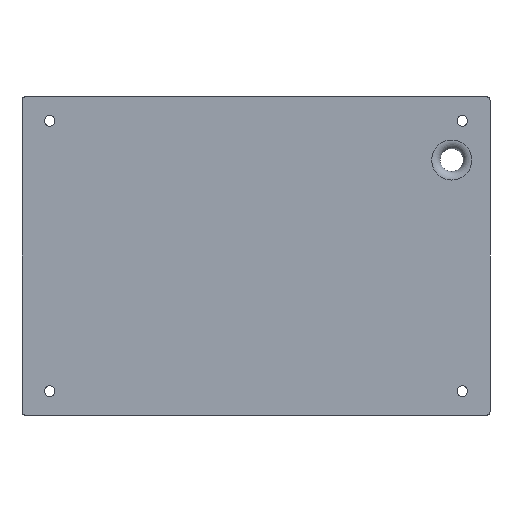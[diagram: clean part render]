
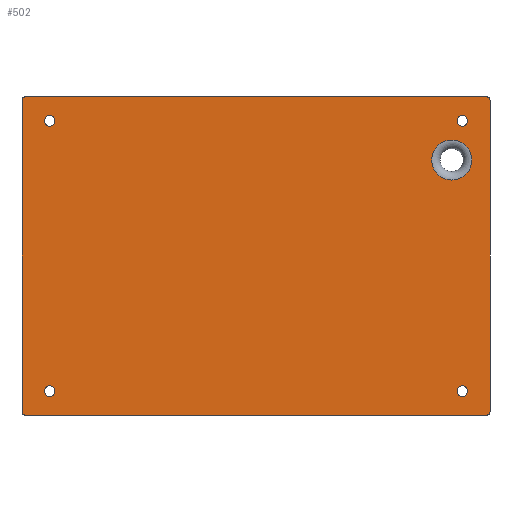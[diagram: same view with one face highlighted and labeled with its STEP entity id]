
A CAD part, front view. The second image highlights one B-rep face of the part: STEP entity #502.
In plain terms, the highlighted planar face has unit normal (0, -1, 0).
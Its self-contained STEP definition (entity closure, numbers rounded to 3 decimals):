
#28=FACE_BOUND('',#96,.T.);
#29=FACE_BOUND('',#97,.T.);
#30=FACE_BOUND('',#98,.T.);
#31=FACE_BOUND('',#99,.T.);
#32=FACE_BOUND('',#100,.T.);
#37=PLANE('',#567);
#58=FACE_OUTER_BOUND('',#95,.T.);
#95=EDGE_LOOP('',(#388,#389,#390,#391,#392,#393,#394,#395));
#96=EDGE_LOOP('',(#396));
#97=EDGE_LOOP('',(#397));
#98=EDGE_LOOP('',(#398));
#99=EDGE_LOOP('',(#399));
#100=EDGE_LOOP('',(#400));
#131=LINE('',#842,#161);
#135=LINE('',#858,#165);
#137=LINE('',#862,#167);
#138=LINE('',#864,#168);
#161=VECTOR('',#669,10.);
#165=VECTOR('',#689,10.);
#167=VECTOR('',#693,10.);
#168=VECTOR('',#696,10.);
#180=CIRCLE('',#536,1.);
#185=CIRCLE('',#544,1.);
#195=CIRCLE('',#560,1.);
#199=CIRCLE('',#568,1.);
#200=CIRCLE('',#569,1.25);
#201=CIRCLE('',#570,1.25);
#202=CIRCLE('',#571,1.25);
#203=CIRCLE('',#572,1.25);
#204=CIRCLE('',#573,4.7);
#221=VERTEX_POINT('',#788);
#222=VERTEX_POINT('',#789);
#228=VERTEX_POINT('',#807);
#229=VERTEX_POINT('',#808);
#240=VERTEX_POINT('',#841);
#241=VERTEX_POINT('',#845);
#244=VERTEX_POINT('',#857);
#245=VERTEX_POINT('',#861);
#246=VERTEX_POINT('',#865);
#247=VERTEX_POINT('',#867);
#248=VERTEX_POINT('',#869);
#249=VERTEX_POINT('',#871);
#250=VERTEX_POINT('',#873);
#263=EDGE_CURVE('',#221,#222,#180,.T.);
#272=EDGE_CURVE('',#228,#229,#185,.T.);
#289=EDGE_CURVE('',#240,#229,#131,.T.);
#291=EDGE_CURVE('',#240,#241,#195,.T.);
#297=EDGE_CURVE('',#244,#241,#135,.T.);
#299=EDGE_CURVE('',#221,#245,#137,.T.);
#300=EDGE_CURVE('',#244,#245,#199,.T.);
#301=EDGE_CURVE('',#228,#222,#138,.T.);
#302=EDGE_CURVE('',#246,#246,#200,.T.);
#303=EDGE_CURVE('',#247,#247,#201,.T.);
#304=EDGE_CURVE('',#248,#248,#202,.T.);
#305=EDGE_CURVE('',#249,#249,#203,.T.);
#306=EDGE_CURVE('',#250,#250,#204,.T.);
#388=ORIENTED_EDGE('',*,*,#263,.F.);
#389=ORIENTED_EDGE('',*,*,#299,.T.);
#390=ORIENTED_EDGE('',*,*,#300,.F.);
#391=ORIENTED_EDGE('',*,*,#297,.T.);
#392=ORIENTED_EDGE('',*,*,#291,.F.);
#393=ORIENTED_EDGE('',*,*,#289,.T.);
#394=ORIENTED_EDGE('',*,*,#272,.F.);
#395=ORIENTED_EDGE('',*,*,#301,.T.);
#396=ORIENTED_EDGE('',*,*,#302,.T.);
#397=ORIENTED_EDGE('',*,*,#303,.T.);
#398=ORIENTED_EDGE('',*,*,#304,.T.);
#399=ORIENTED_EDGE('',*,*,#305,.T.);
#400=ORIENTED_EDGE('',*,*,#306,.F.);
#502=ADVANCED_FACE('',(#58,#28,#29,#30,#31,#32),#37,.F.);
#536=AXIS2_PLACEMENT_3D('',#790,#612,#613);
#544=AXIS2_PLACEMENT_3D('',#809,#632,#633);
#560=AXIS2_PLACEMENT_3D('',#846,#673,#674);
#567=AXIS2_PLACEMENT_3D('',#860,#691,#692);
#568=AXIS2_PLACEMENT_3D('',#863,#694,#695);
#569=AXIS2_PLACEMENT_3D('',#866,#697,#698);
#570=AXIS2_PLACEMENT_3D('',#868,#699,#700);
#571=AXIS2_PLACEMENT_3D('',#870,#701,#702);
#572=AXIS2_PLACEMENT_3D('',#872,#703,#704);
#573=AXIS2_PLACEMENT_3D('',#874,#705,#706);
#612=DIRECTION('center_axis',(0.,1.,0.));
#613=DIRECTION('ref_axis',(-0.707,0.,0.707));
#632=DIRECTION('center_axis',(0.,1.,0.));
#633=DIRECTION('ref_axis',(0.707,0.,0.707));
#669=DIRECTION('',(0.,0.,1.));
#673=DIRECTION('center_axis',(0.,1.,0.));
#674=DIRECTION('ref_axis',(0.707,0.,-0.707));
#689=DIRECTION('',(1.,0.,0.));
#691=DIRECTION('center_axis',(0.,1.,0.));
#692=DIRECTION('ref_axis',(-1.,0.,0.));
#693=DIRECTION('',(0.,0.,-1.));
#694=DIRECTION('center_axis',(0.,1.,0.));
#695=DIRECTION('ref_axis',(-0.707,0.,-0.707));
#696=DIRECTION('',(-1.,0.,0.));
#697=DIRECTION('center_axis',(0.,1.,0.));
#698=DIRECTION('ref_axis',(0.,0.,1.));
#699=DIRECTION('center_axis',(0.,1.,0.));
#700=DIRECTION('ref_axis',(0.,0.,1.));
#701=DIRECTION('center_axis',(0.,1.,0.));
#702=DIRECTION('ref_axis',(0.,0.,1.));
#703=DIRECTION('center_axis',(0.,1.,0.));
#704=DIRECTION('ref_axis',(0.,0.,1.));
#705=DIRECTION('center_axis',(0.,-1.,0.));
#706=DIRECTION('ref_axis',(-1.,0.,0.));
#788=CARTESIAN_POINT('',(-55.,13.,36.5));
#789=CARTESIAN_POINT('',(-54.,13.,37.5));
#790=CARTESIAN_POINT('Origin',(-54.,13.,36.5));
#807=CARTESIAN_POINT('',(54.,13.,37.5));
#808=CARTESIAN_POINT('',(55.,13.,36.5));
#809=CARTESIAN_POINT('Origin',(54.,13.,36.5));
#841=CARTESIAN_POINT('',(55.,13.,-36.5));
#842=CARTESIAN_POINT('',(55.,13.,-37.5));
#845=CARTESIAN_POINT('',(54.,13.,-37.5));
#846=CARTESIAN_POINT('Origin',(54.,13.,-36.5));
#857=CARTESIAN_POINT('',(-54.,13.,-37.5));
#858=CARTESIAN_POINT('',(-55.,13.,-37.5));
#860=CARTESIAN_POINT('Origin',(0.,13.,0.));
#861=CARTESIAN_POINT('',(-55.,13.,-36.5));
#862=CARTESIAN_POINT('',(-55.,13.,37.5));
#863=CARTESIAN_POINT('Origin',(-54.,13.,-36.5));
#864=CARTESIAN_POINT('',(55.,13.,37.5));
#865=CARTESIAN_POINT('',(-48.5,13.,-33.));
#866=CARTESIAN_POINT('Origin',(-48.5,13.,-31.75));
#867=CARTESIAN_POINT('',(-48.5,13.,30.5));
#868=CARTESIAN_POINT('Origin',(-48.5,13.,31.75));
#869=CARTESIAN_POINT('',(48.5,13.,-33.));
#870=CARTESIAN_POINT('Origin',(48.5,13.,-31.75));
#871=CARTESIAN_POINT('',(48.5,13.,30.5));
#872=CARTESIAN_POINT('Origin',(48.5,13.,31.75));
#873=CARTESIAN_POINT('',(46.,13.,17.85));
#874=CARTESIAN_POINT('Origin',(46.,13.,22.55));
